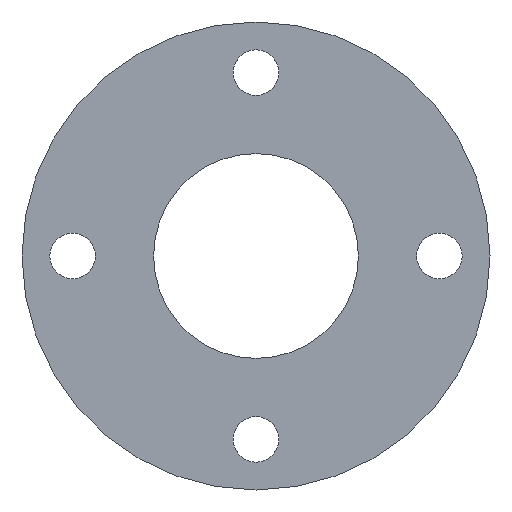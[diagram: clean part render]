
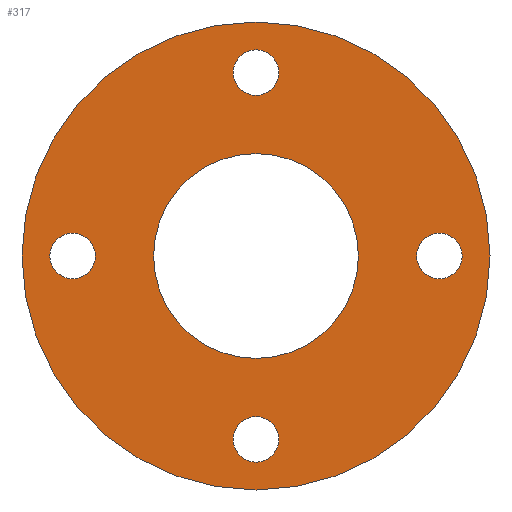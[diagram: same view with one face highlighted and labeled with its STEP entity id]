
A CAD part, front view. The second image highlights one B-rep face of the part: STEP entity #317.
In plain terms, the highlighted planar face has unit normal (0, -1, 0).
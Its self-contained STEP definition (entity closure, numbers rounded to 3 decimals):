
#1 = DIRECTION ( 'NONE',  ( 0., 0., 1. ) ) ;
#3 = CARTESIAN_POINT ( 'NONE',  ( -63.5, 0., 0. ) ) ;
#5 = CARTESIAN_POINT ( 'NONE',  ( 0., 0., 81.5 ) ) ;
#10 = AXIS2_PLACEMENT_3D ( 'NONE', #522, #289, #253 ) ;
#13 = CARTESIAN_POINT ( 'NONE',  ( -72.5, 0., 0. ) ) ;
#18 = DIRECTION ( 'NONE',  ( 0., -1., 0. ) ) ;
#19 = AXIS2_PLACEMENT_3D ( 'NONE', #281, #465, #1 ) ;
#22 = CIRCLE ( 'NONE', #154, 9. ) ;
#23 = DIRECTION ( 'NONE',  ( 0., 1., 0. ) ) ;
#28 = CARTESIAN_POINT ( 'NONE',  ( 0., 0., -72.5 ) ) ;
#42 = AXIS2_PLACEMENT_3D ( 'NONE', #321, #366, #318 ) ;
#43 = VERTEX_POINT ( 'NONE', #368 ) ;
#51 = EDGE_CURVE ( 'NONE', #238, #466, #214, .T. ) ;
#60 = FACE_BOUND ( 'NONE', #324, .T. ) ;
#61 = VERTEX_POINT ( 'NONE', #5 ) ;
#68 = DIRECTION ( 'NONE',  ( 0., -1., 0. ) ) ;
#74 = CIRCLE ( 'NONE', #271, 9. ) ;
#76 = CARTESIAN_POINT ( 'NONE',  ( 0., 0., -40.5 ) ) ;
#80 = AXIS2_PLACEMENT_3D ( 'NONE', #210, #68, #257 ) ;
#86 = EDGE_LOOP ( 'NONE', ( #507, #545 ) ) ;
#90 = DIRECTION ( 'NONE',  ( 0., -1., 0. ) ) ;
#103 = AXIS2_PLACEMENT_3D ( 'NONE', #121, #23, #574 ) ;
#109 = ORIENTED_EDGE ( 'NONE', *, *, #111, .F. ) ;
#111 = EDGE_CURVE ( 'NONE', #298, #196, #22, .T. ) ;
#114 = EDGE_LOOP ( 'NONE', ( #194, #384 ) ) ;
#121 = CARTESIAN_POINT ( 'NONE',  ( 0., 0., 0. ) ) ;
#123 = DIRECTION ( 'NONE',  ( 0., -1., 0. ) ) ;
#134 = AXIS2_PLACEMENT_3D ( 'NONE', #519, #391, #296 ) ;
#141 = CIRCLE ( 'NONE', #445, 9. ) ;
#146 = VERTEX_POINT ( 'NONE', #76 ) ;
#148 = EDGE_LOOP ( 'NONE', ( #240, #403 ) ) ;
#151 = VERTEX_POINT ( 'NONE', #564 ) ;
#154 = AXIS2_PLACEMENT_3D ( 'NONE', #28, #521, #209 ) ;
#157 = FACE_BOUND ( 'NONE', #593, .T. ) ;
#163 = CIRCLE ( 'NONE', #134, 92.5 ) ;
#167 = CARTESIAN_POINT ( 'NONE',  ( 0., 0., -92.5 ) ) ;
#169 = CARTESIAN_POINT ( 'NONE',  ( 0., 0., -72.5 ) ) ;
#170 = CARTESIAN_POINT ( 'NONE',  ( 81.5, 0., 0. ) ) ;
#173 = DIRECTION ( 'NONE',  ( 0., -1., 0. ) ) ;
#186 = CIRCLE ( 'NONE', #586, 9. ) ;
#194 = ORIENTED_EDGE ( 'NONE', *, *, #267, .T. ) ;
#196 = VERTEX_POINT ( 'NONE', #518 ) ;
#205 = DIRECTION ( 'NONE',  ( 0., -1., 0. ) ) ;
#209 = DIRECTION ( 'NONE',  ( 0., 0., -1. ) ) ;
#210 = CARTESIAN_POINT ( 'NONE',  ( 0., 0., 72.5 ) ) ;
#214 = CIRCLE ( 'NONE', #19, 92.5 ) ;
#216 = CIRCLE ( 'NONE', #10, 40.5 ) ;
#221 = EDGE_CURVE ( 'NONE', #553, #151, #141, .T. ) ;
#225 = FACE_OUTER_BOUND ( 'NONE', #401, .T. ) ;
#236 = EDGE_CURVE ( 'NONE', #61, #43, #411, .T. ) ;
#238 = VERTEX_POINT ( 'NONE', #433 ) ;
#240 = ORIENTED_EDGE ( 'NONE', *, *, #444, .F. ) ;
#245 = CARTESIAN_POINT ( 'NONE',  ( 0., 0., 72.5 ) ) ;
#247 = FACE_BOUND ( 'NONE', #114, .T. ) ;
#251 = EDGE_CURVE ( 'NONE', #466, #238, #163, .T. ) ;
#253 = DIRECTION ( 'NONE',  ( 0., 0., 1. ) ) ;
#254 = CARTESIAN_POINT ( 'NONE',  ( 0., 0., -63.5 ) ) ;
#257 = DIRECTION ( 'NONE',  ( 0., 0., 1. ) ) ;
#258 = DIRECTION ( 'NONE',  ( 1., 0., 0. ) ) ;
#266 = EDGE_CURVE ( 'NONE', #146, #332, #216, .T. ) ;
#267 = EDGE_CURVE ( 'NONE', #332, #146, #356, .T. ) ;
#271 = AXIS2_PLACEMENT_3D ( 'NONE', #245, #205, #345 ) ;
#273 = AXIS2_PLACEMENT_3D ( 'NONE', #292, #173, #258 ) ;
#277 = EDGE_CURVE ( 'NONE', #196, #298, #186, .T. ) ;
#281 = CARTESIAN_POINT ( 'NONE',  ( 0., 0., 0. ) ) ;
#289 = DIRECTION ( 'NONE',  ( 0., 1., 0. ) ) ;
#291 = EDGE_CURVE ( 'NONE', #43, #61, #74, .T. ) ;
#292 = CARTESIAN_POINT ( 'NONE',  ( 72.5, 0., 0. ) ) ;
#296 = DIRECTION ( 'NONE',  ( 0., 0., 1. ) ) ;
#298 = VERTEX_POINT ( 'NONE', #254 ) ;
#317 = ADVANCED_FACE ( 'NONE', ( #561, #420, #157, #60, #247, #225 ), #400, .T. ) ;
#318 = DIRECTION ( 'NONE',  ( 0., 0., -1. ) ) ;
#319 = ORIENTED_EDGE ( 'NONE', *, *, #277, .F. ) ;
#321 = CARTESIAN_POINT ( 'NONE',  ( -92.5, 0., 0. ) ) ;
#324 = EDGE_LOOP ( 'NONE', ( #319, #109 ) ) ;
#332 = VERTEX_POINT ( 'NONE', #453 ) ;
#334 = DIRECTION ( 'NONE',  ( 1., 0., 0. ) ) ;
#343 = CARTESIAN_POINT ( 'NONE',  ( 63.5, 0., 0. ) ) ;
#345 = DIRECTION ( 'NONE',  ( 0., 0., 1. ) ) ;
#356 = CIRCLE ( 'NONE', #103, 40.5 ) ;
#366 = DIRECTION ( 'NONE',  ( 0., -1., 0. ) ) ;
#368 = CARTESIAN_POINT ( 'NONE',  ( 0., 0., 63.5 ) ) ;
#374 = ORIENTED_EDGE ( 'NONE', *, *, #51, .F. ) ;
#377 = ORIENTED_EDGE ( 'NONE', *, *, #540, .F. ) ;
#384 = ORIENTED_EDGE ( 'NONE', *, *, #266, .T. ) ;
#391 = DIRECTION ( 'NONE',  ( 0., 1., 0. ) ) ;
#394 = CARTESIAN_POINT ( 'NONE',  ( -72.5, 0., 0. ) ) ;
#398 = EDGE_CURVE ( 'NONE', #418, #497, #404, .T. ) ;
#400 = PLANE ( 'NONE',  #42 ) ;
#401 = EDGE_LOOP ( 'NONE', ( #374, #435 ) ) ;
#403 = ORIENTED_EDGE ( 'NONE', *, *, #221, .F. ) ;
#404 = CIRCLE ( 'NONE', #273, 9. ) ;
#411 = CIRCLE ( 'NONE', #80, 9. ) ;
#415 = ORIENTED_EDGE ( 'NONE', *, *, #398, .F. ) ;
#418 = VERTEX_POINT ( 'NONE', #343 ) ;
#420 = FACE_BOUND ( 'NONE', #86, .T. ) ;
#433 = CARTESIAN_POINT ( 'NONE',  ( 0., 0., 92.5 ) ) ;
#435 = ORIENTED_EDGE ( 'NONE', *, *, #251, .F. ) ;
#443 = DIRECTION ( 'NONE',  ( -1., 0., 0. ) ) ;
#444 = EDGE_CURVE ( 'NONE', #151, #553, #549, .T. ) ;
#445 = AXIS2_PLACEMENT_3D ( 'NONE', #13, #476, #514 ) ;
#453 = CARTESIAN_POINT ( 'NONE',  ( 0., 0., 40.5 ) ) ;
#465 = DIRECTION ( 'NONE',  ( 0., 1., 0. ) ) ;
#466 = VERTEX_POINT ( 'NONE', #167 ) ;
#467 = CARTESIAN_POINT ( 'NONE',  ( 72.5, 0., 0. ) ) ;
#469 = DIRECTION ( 'NONE',  ( 0., 0., -1. ) ) ;
#476 = DIRECTION ( 'NONE',  ( 0., -1., 0. ) ) ;
#482 = AXIS2_PLACEMENT_3D ( 'NONE', #394, #18, #443 ) ;
#497 = VERTEX_POINT ( 'NONE', #170 ) ;
#502 = CIRCLE ( 'NONE', #570, 9. ) ;
#507 = ORIENTED_EDGE ( 'NONE', *, *, #236, .F. ) ;
#514 = DIRECTION ( 'NONE',  ( -1., 0., 0. ) ) ;
#518 = CARTESIAN_POINT ( 'NONE',  ( 0., 0., -81.5 ) ) ;
#519 = CARTESIAN_POINT ( 'NONE',  ( 0., 0., 0. ) ) ;
#521 = DIRECTION ( 'NONE',  ( 0., -1., 0. ) ) ;
#522 = CARTESIAN_POINT ( 'NONE',  ( 0., 0., 0. ) ) ;
#540 = EDGE_CURVE ( 'NONE', #497, #418, #502, .T. ) ;
#545 = ORIENTED_EDGE ( 'NONE', *, *, #291, .F. ) ;
#549 = CIRCLE ( 'NONE', #482, 9. ) ;
#553 = VERTEX_POINT ( 'NONE', #3 ) ;
#561 = FACE_BOUND ( 'NONE', #148, .T. ) ;
#564 = CARTESIAN_POINT ( 'NONE',  ( -81.5, 0., 0. ) ) ;
#570 = AXIS2_PLACEMENT_3D ( 'NONE', #467, #90, #334 ) ;
#574 = DIRECTION ( 'NONE',  ( 0., 0., 1. ) ) ;
#586 = AXIS2_PLACEMENT_3D ( 'NONE', #169, #123, #469 ) ;
#593 = EDGE_LOOP ( 'NONE', ( #377, #415 ) ) ;
